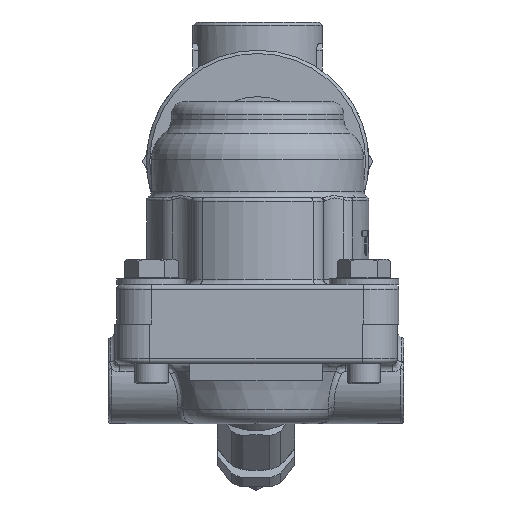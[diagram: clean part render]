
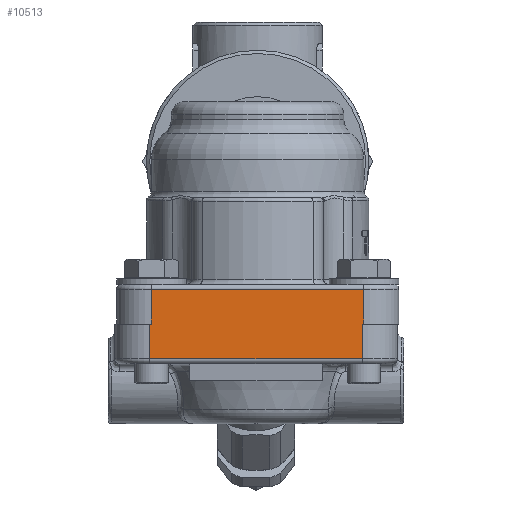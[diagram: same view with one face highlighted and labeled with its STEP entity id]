
A CAD part, left-side view. The second image highlights one B-rep face of the part: STEP entity #10513.
In plain terms, the highlighted planar face has unit normal (-1, 0, 0).
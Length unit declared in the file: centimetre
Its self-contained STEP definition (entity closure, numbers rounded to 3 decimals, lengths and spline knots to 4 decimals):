
#1684=FACE_OUTER_BOUND('',#2406,.T.);
#2406=EDGE_LOOP('',(#7039,#7040,#7041,#7042,#7043,#7044,#7045,#7046));
#3243=LINE('',#15906,#3736);
#3244=LINE('',#15908,#3737);
#3245=LINE('',#15910,#3738);
#3246=LINE('',#15912,#3739);
#3247=LINE('',#15914,#3740);
#3248=LINE('',#15916,#3741);
#3249=LINE('',#15918,#3742);
#3250=LINE('',#15919,#3743);
#3736=VECTOR('',#12764,6.4);
#3737=VECTOR('',#12765,1.05);
#3738=VECTOR('',#12766,0.05);
#3739=VECTOR('',#12767,1.05);
#3740=VECTOR('',#12768,6.4);
#3741=VECTOR('',#12769,1.05);
#3742=VECTOR('',#12770,0.05);
#3743=VECTOR('',#12771,1.05);
#4327=VERTEX_POINT('',#15904);
#4328=VERTEX_POINT('',#15905);
#4329=VERTEX_POINT('',#15907);
#4330=VERTEX_POINT('',#15909);
#4331=VERTEX_POINT('',#15911);
#4332=VERTEX_POINT('',#15913);
#4333=VERTEX_POINT('',#15915);
#4334=VERTEX_POINT('',#15917);
#5349=EDGE_CURVE('',#4327,#4328,#3243,.T.);
#5350=EDGE_CURVE('',#4329,#4327,#3244,.T.);
#5351=EDGE_CURVE('',#4330,#4329,#3245,.T.);
#5352=EDGE_CURVE('',#4330,#4331,#3246,.T.);
#5353=EDGE_CURVE('',#4332,#4331,#3247,.T.);
#5354=EDGE_CURVE('',#4333,#4332,#3248,.T.);
#5355=EDGE_CURVE('',#4334,#4333,#3249,.T.);
#5356=EDGE_CURVE('',#4328,#4334,#3250,.T.);
#7039=ORIENTED_EDGE('',*,*,#5349,.F.);
#7040=ORIENTED_EDGE('',*,*,#5350,.F.);
#7041=ORIENTED_EDGE('',*,*,#5351,.F.);
#7042=ORIENTED_EDGE('',*,*,#5352,.T.);
#7043=ORIENTED_EDGE('',*,*,#5353,.F.);
#7044=ORIENTED_EDGE('',*,*,#5354,.F.);
#7045=ORIENTED_EDGE('',*,*,#5355,.F.);
#7046=ORIENTED_EDGE('',*,*,#5356,.F.);
#9914=PLANE('',#11288);
#10513=ADVANCED_FACE('',(#1684),#9914,.T.);
#11288=AXIS2_PLACEMENT_3D('',#15903,#12762,#12763);
#12762=DIRECTION('center_axis',(-1.,0.,0.));
#12763=DIRECTION('ref_axis',(0.,0.,1.));
#12764=DIRECTION('',(0.,-1.,0.));
#12765=DIRECTION('',(0.,0.,1.));
#12766=DIRECTION('',(0.,-1.,0.));
#12767=DIRECTION('',(0.,0.,-1.));
#12768=DIRECTION('',(0.,1.,0.));
#12769=DIRECTION('',(0.,0.,-1.));
#12770=DIRECTION('',(0.,1.,0.));
#12771=DIRECTION('',(0.,0.,-1.));
#15903=CARTESIAN_POINT('Origin',(-7.0741,3.3071,-7.1379));
#15904=CARTESIAN_POINT('',(-7.0741,10.7571,-6.0879));
#15905=CARTESIAN_POINT('',(-7.0741,4.3571,-6.0879));
#15906=CARTESIAN_POINT('',(-7.0741,5.4321,-6.0879));
#15907=CARTESIAN_POINT('',(-7.0741,10.7571,-7.1379));
#15908=CARTESIAN_POINT('',(-7.0741,10.7571,-7.1379));
#15909=CARTESIAN_POINT('',(-7.0741,10.8071,-7.1379));
#15910=CARTESIAN_POINT('',(-7.0741,10.8071,-7.1379));
#15911=CARTESIAN_POINT('',(-7.0741,10.8071,-8.1879));
#15912=CARTESIAN_POINT('',(-7.0741,10.8071,-7.1379));
#15913=CARTESIAN_POINT('',(-7.0741,4.4071,-8.1879));
#15914=CARTESIAN_POINT('',(-7.0741,9.2071,-8.1879));
#15915=CARTESIAN_POINT('',(-7.0741,4.4071,-7.1379));
#15916=CARTESIAN_POINT('',(-7.0741,4.4071,-7.1379));
#15917=CARTESIAN_POINT('',(-7.0741,4.3571,-7.1379));
#15918=CARTESIAN_POINT('',(-7.0741,3.3071,-7.1379));
#15919=CARTESIAN_POINT('',(-7.0741,4.3571,-7.1379));
